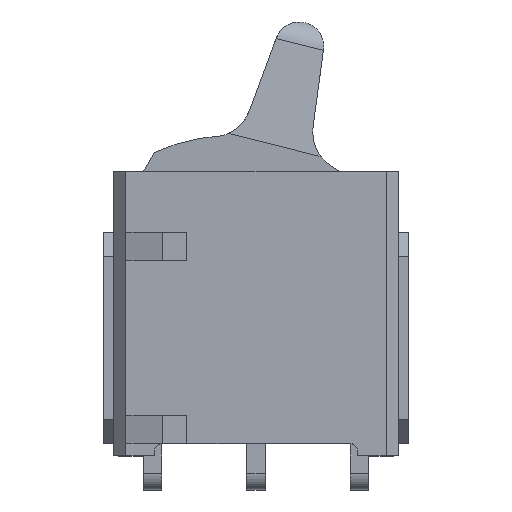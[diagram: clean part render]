
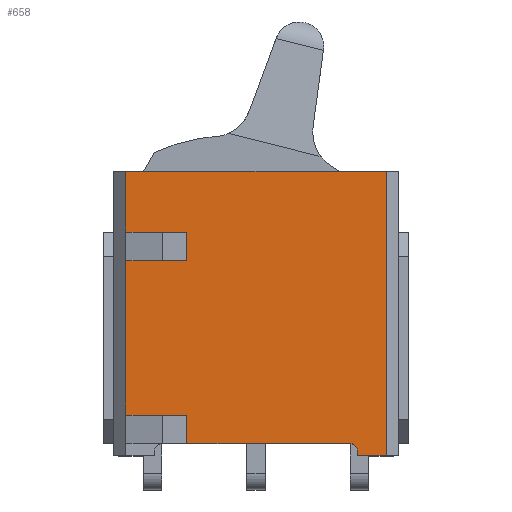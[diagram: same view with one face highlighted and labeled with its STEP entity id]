
A CAD part, top view. The second image highlights one B-rep face of the part: STEP entity #658.
In plain terms, the highlighted planar face has unit normal (0, 0, 1).
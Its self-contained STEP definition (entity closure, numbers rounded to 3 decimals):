
#658 = ADVANCED_FACE( '', ( #1382 ), #1383, .T. );
#1382 = FACE_OUTER_BOUND( '', #2180, .T. );
#1383 = PLANE( '', #2181 );
#2180 = EDGE_LOOP( '', ( #3995, #3996, #3997, #3998, #3999, #4000, #4001, #4002, #4003, #4004, #4005, #4006, #4007 ) );
#2181 = AXIS2_PLACEMENT_3D( '', #4008, #4009, #4010 );
#3995 = ORIENTED_EDGE( '', *, *, #5245, .T. );
#3996 = ORIENTED_EDGE( '', *, *, #5501, .T. );
#3997 = ORIENTED_EDGE( '', *, *, #5753, .T. );
#3998 = ORIENTED_EDGE( '', *, *, #5516, .T. );
#3999 = ORIENTED_EDGE( '', *, *, #5071, .F. );
#4000 = ORIENTED_EDGE( '', *, *, #5667, .F. );
#4001 = ORIENTED_EDGE( '', *, *, #5261, .F. );
#4002 = ORIENTED_EDGE( '', *, *, #5686, .F. );
#4003 = ORIENTED_EDGE( '', *, *, #5592, .T. );
#4004 = ORIENTED_EDGE( '', *, *, #5666, .F. );
#4005 = ORIENTED_EDGE( '', *, *, #5137, .F. );
#4006 = ORIENTED_EDGE( '', *, *, #5754, .F. );
#4007 = ORIENTED_EDGE( '', *, *, #5294, .T. );
#4008 = CARTESIAN_POINT( '', ( -3.2, -7., 2.25 ) );
#4009 = DIRECTION( '', ( 0., 0., 1. ) );
#4010 = DIRECTION( '', ( 1., 0., 0. ) );
#5071 = EDGE_CURVE( '', #6144, #6146, #6147, .T. );
#5137 = EDGE_CURVE( '', #6261, #6263, #6264, .T. );
#5245 = EDGE_CURVE( '', #6439, #6444, #6446, .F. );
#5261 = EDGE_CURVE( '', #6470, #6472, #6473, .T. );
#5294 = EDGE_CURVE( '', #6524, #6439, #6525, .T. );
#5501 = EDGE_CURVE( '', #6444, #6841, #6843, .T. );
#5516 = EDGE_CURVE( '', #6863, #6146, #6864, .T. );
#5592 = EDGE_CURVE( '', #6977, #6623, #6978, .T. );
#5666 = EDGE_CURVE( '', #6263, #6623, #7082, .T. );
#5667 = EDGE_CURVE( '', #6472, #6144, #7083, .T. );
#5686 = EDGE_CURVE( '', #6977, #6470, #7106, .T. );
#5753 = EDGE_CURVE( '', #6841, #6863, #7196, .T. );
#5754 = EDGE_CURVE( '', #6524, #6261, #7197, .T. );
#6144 = VERTEX_POINT( '', #7682 );
#6146 = VERTEX_POINT( '', #7685 );
#6147 = LINE( '', #7686, #7687 );
#6261 = VERTEX_POINT( '', #7854 );
#6263 = VERTEX_POINT( '', #7857 );
#6264 = LINE( '', #7858, #7859 );
#6439 = VERTEX_POINT( '', #8104 );
#6444 = VERTEX_POINT( '', #8110 );
#6446 = CIRCLE( '', #8113, 0.2 );
#6470 = VERTEX_POINT( '', #8145 );
#6472 = VERTEX_POINT( '', #8148 );
#6473 = LINE( '', #8149, #8150 );
#6524 = VERTEX_POINT( '', #8223 );
#6525 = LINE( '', #8224, #8225 );
#6623 = VERTEX_POINT( '', #8366 );
#6841 = VERTEX_POINT( '', #8690 );
#6843 = LINE( '', #8693, #8694 );
#6863 = VERTEX_POINT( '', #8721 );
#6864 = LINE( '', #8722, #8723 );
#6977 = VERTEX_POINT( '', #8887 );
#6978 = LINE( '', #8888, #8889 );
#7082 = LINE( '', #9035, #9036 );
#7083 = LINE( '', #9037, #9038 );
#7106 = LINE( '', #9070, #9071 );
#7196 = LINE( '', #9200, #9201 );
#7197 = LINE( '', #9202, #9203 );
#7682 = CARTESIAN_POINT( '', ( -3.2, 0., 2.25 ) );
#7685 = CARTESIAN_POINT( '', ( 3.2, 0., 2.25 ) );
#7686 = CARTESIAN_POINT( '', ( -3.2, 0., 2.25 ) );
#7687 = VECTOR( '', #9666, 1000. );
#7854 = CARTESIAN_POINT( '', ( -1.7, -6., 2.25 ) );
#7857 = CARTESIAN_POINT( '', ( -3.2, -6., 2.25 ) );
#7858 = CARTESIAN_POINT( '', ( -3.2, -6., 2.25 ) );
#7859 = VECTOR( '', #9740, 1000. );
#8104 = CARTESIAN_POINT( '', ( 2.3, -6.7, 2.25 ) );
#8110 = CARTESIAN_POINT( '', ( 2.5, -6.9, 2.25 ) );
#8113 = AXIS2_PLACEMENT_3D( '', #9855, #9856, #9857 );
#8145 = CARTESIAN_POINT( '', ( -1.7, -1.5, 2.25 ) );
#8148 = CARTESIAN_POINT( '', ( -3.2, -1.5, 2.25 ) );
#8149 = CARTESIAN_POINT( '', ( -3.2, -1.5, 2.25 ) );
#8150 = VECTOR( '', #9873, 1000. );
#8223 = CARTESIAN_POINT( '', ( -1.7, -6.7, 2.25 ) );
#8224 = CARTESIAN_POINT( '', ( -3.2, -6.7, 2.25 ) );
#8225 = VECTOR( '', #9905, 1000. );
#8366 = CARTESIAN_POINT( '', ( -3.2, -2.2, 2.25 ) );
#8690 = CARTESIAN_POINT( '', ( 2.5, -7., 2.25 ) );
#8693 = CARTESIAN_POINT( '', ( 2.5, -7., 2.25 ) );
#8694 = VECTOR( '', #10117, 1000. );
#8721 = CARTESIAN_POINT( '', ( 3.2, -7., 2.25 ) );
#8722 = CARTESIAN_POINT( '', ( 3.2, -7., 2.25 ) );
#8723 = VECTOR( '', #10131, 1000. );
#8887 = CARTESIAN_POINT( '', ( -1.7, -2.2, 2.25 ) );
#8888 = CARTESIAN_POINT( '', ( -3.2, -2.2, 2.25 ) );
#8889 = VECTOR( '', #10201, 1000. );
#9035 = CARTESIAN_POINT( '', ( -3.2, -7., 2.25 ) );
#9036 = VECTOR( '', #10283, 1000. );
#9037 = CARTESIAN_POINT( '', ( -3.2, -7., 2.25 ) );
#9038 = VECTOR( '', #10284, 1000. );
#9070 = CARTESIAN_POINT( '', ( -1.7, -7., 2.25 ) );
#9071 = VECTOR( '', #10300, 1000. );
#9200 = CARTESIAN_POINT( '', ( -3.2, -7., 2.25 ) );
#9201 = VECTOR( '', #10370, 1000. );
#9202 = CARTESIAN_POINT( '', ( -1.7, -7., 2.25 ) );
#9203 = VECTOR( '', #10371, 1000. );
#9666 = DIRECTION( '', ( 1., 0., 0. ) );
#9740 = DIRECTION( '', ( -1., 0., 0. ) );
#9855 = CARTESIAN_POINT( '', ( 2.3, -6.9, 2.25 ) );
#9856 = DIRECTION( '', ( 0., 0., 1. ) );
#9857 = DIRECTION( '', ( 1., 0., 0. ) );
#9873 = DIRECTION( '', ( -1., 0., 0. ) );
#9905 = DIRECTION( '', ( 1., 0., 0. ) );
#10117 = DIRECTION( '', ( 0., -1., 0. ) );
#10131 = DIRECTION( '', ( 0., 1., 0. ) );
#10201 = DIRECTION( '', ( -1., 0., 0. ) );
#10283 = DIRECTION( '', ( 0., 1., 0. ) );
#10284 = DIRECTION( '', ( 0., 1., 0. ) );
#10300 = DIRECTION( '', ( 0., 1., 0. ) );
#10370 = DIRECTION( '', ( 1., 0., 0. ) );
#10371 = DIRECTION( '', ( 0., 1., 0. ) );
